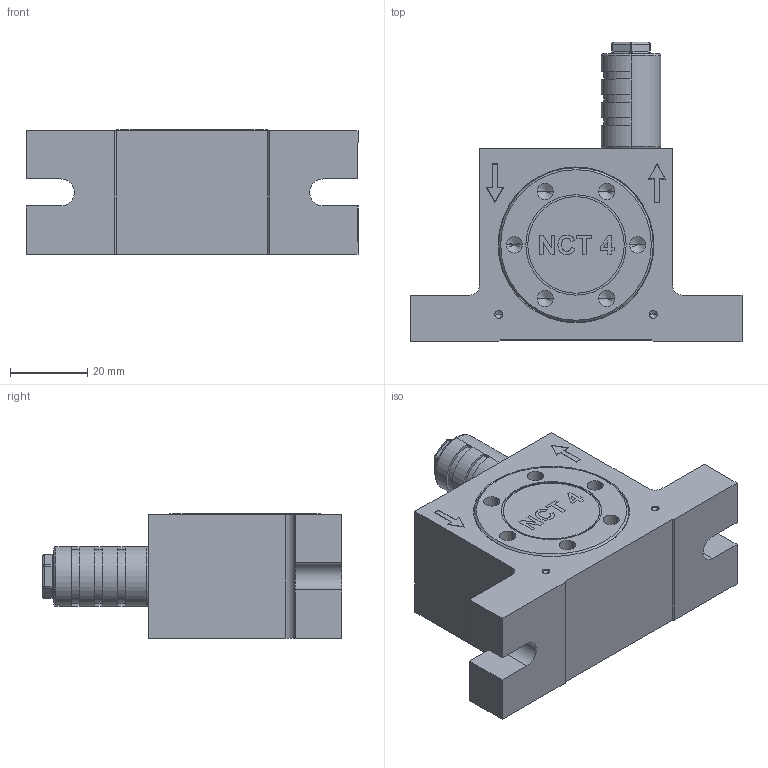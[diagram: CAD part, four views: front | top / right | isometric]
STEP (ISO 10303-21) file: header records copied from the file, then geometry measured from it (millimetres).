
FILE_DESCRIPTION (( 'STEP AP214' ), '1' );
FILE_NAME ('NCT 4 Turbinenvibrator #02704000.STEP', '2022-02-24T12:48:44', ( '' ), ( '' ), 'SwSTEP 2.0', 'SolidWorks 2015', '' );
FILE_SCHEMA (( 'AUTOMOTIVE_DESIGN' ));
Length unit declared in the file: millimetre
Products named in the file (1): NCT 4 Turbinenvibrator #02704000
Bounding box: 86 x 77.5 x 32.25 mm (x, y, z)
Volume: 96237.5 mm3; surface area: 24109.2 mm2
Topology: 4 solids, 5 shells, 218 faces, 534 edges, 328 vertices
Faces by surface type: plane 90, cylinder 69, cone 32, torus 19, sphere 8
Entity records: 8817 total; most frequent: CARTESIAN_POINT 1203, DIRECTION 1125, ORIENTED_EDGE 1020, EDGE_CURVE 510, AXIS2_PLACEMENT_3D 405, VERTEX_POINT 328, VECTOR 315, LINE 315
